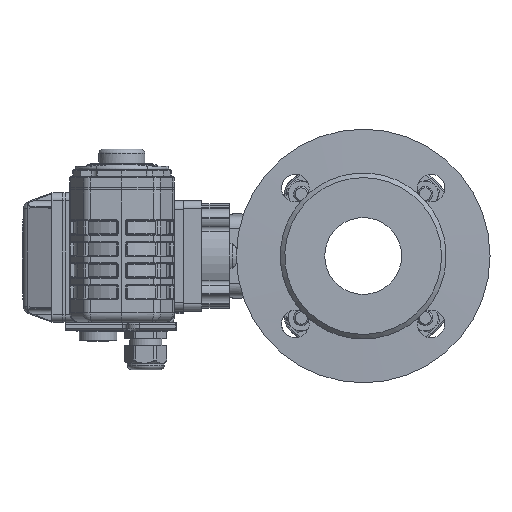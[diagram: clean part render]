
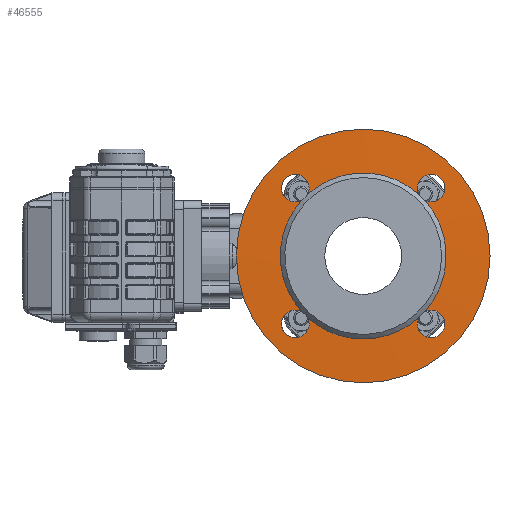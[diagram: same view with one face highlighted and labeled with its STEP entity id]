
A CAD part, left-side view. The second image highlights one B-rep face of the part: STEP entity #46555.
In plain terms, the highlighted conical face has half-angle 88.5 degrees and reference radius 54 mm.
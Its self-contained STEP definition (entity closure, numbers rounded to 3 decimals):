
#708=CONICAL_SURFACE('',#49607,54.,1.545);
#867=B_SPLINE_CURVE_WITH_KNOTS('',3,(#68680,#68681,#68682,#68683,#68684,
#68685,#68686,#68687,#68688,#68689,#68690,#68691,#68692),.UNSPECIFIED.,
 .F.,.F.,(4,1,1,1,1,1,1,1,1,1,4),(-0.018,-0.015,
-0.012,-0.006,0.001,0.007,
0.013,0.02,0.026,0.029,
0.032),.UNSPECIFIED.);
#868=B_SPLINE_CURVE_WITH_KNOTS('',3,(#68693,#68694,#68695,#68696,#68697,
#68698,#68699,#68700,#68701,#68702,#68703,#68704,#68705),.UNSPECIFIED.,
 .F.,.F.,(4,1,1,1,1,1,1,1,1,1,4),(-0.004,-0.001,
0.002,0.008,0.015,0.021,
0.027,0.034,0.04,0.043,
0.046),.UNSPECIFIED.);
#869=B_SPLINE_CURVE_WITH_KNOTS('',3,(#68706,#68707,#68708,#68709,#68710,
#68711,#68712,#68713,#68714,#68715,#68716,#68717,#68718),.UNSPECIFIED.,
 .F.,.F.,(4,1,1,1,1,1,1,1,1,1,4),(0.,0.003,
0.006,0.013,0.019,0.025,
0.032,0.038,0.044,0.048,
0.051),.UNSPECIFIED.);
#870=B_SPLINE_CURVE_WITH_KNOTS('',3,(#68719,#68720,#68721,#68722,#68723,
#68724,#68725,#68726,#68727,#68728,#68729,#68730,#68731),.UNSPECIFIED.,
 .F.,.F.,(4,1,1,1,1,1,1,1,1,1,4),(0.,0.003,
0.006,0.013,0.019,0.025,
0.032,0.038,0.044,0.048,
0.051),.UNSPECIFIED.);
#2366=CIRCLE('',#49602,54.);
#2367=CIRCLE('',#49603,54.);
#2368=CIRCLE('',#49604,54.);
#2369=CIRCLE('',#49605,54.);
#2371=CIRCLE('',#49608,82.5);
#5991=ORIENTED_EDGE('',*,*,#20207,.F.);
#5992=ORIENTED_EDGE('',*,*,#20202,.T.);
#5993=ORIENTED_EDGE('',*,*,#20208,.T.);
#5994=ORIENTED_EDGE('',*,*,#20200,.T.);
#5995=ORIENTED_EDGE('',*,*,#20209,.T.);
#5996=ORIENTED_EDGE('',*,*,#20198,.T.);
#5997=ORIENTED_EDGE('',*,*,#20210,.T.);
#5998=ORIENTED_EDGE('',*,*,#20204,.T.);
#5999=ORIENTED_EDGE('',*,*,#20211,.T.);
#20198=EDGE_CURVE('',#27310,#27311,#2366,.T.);
#20200=EDGE_CURVE('',#27313,#27312,#2367,.T.);
#20202=EDGE_CURVE('',#27315,#27314,#2368,.T.);
#20204=EDGE_CURVE('',#27317,#27316,#2369,.T.);
#20207=EDGE_CURVE('',#27319,#27319,#2371,.T.);
#20208=EDGE_CURVE('',#27314,#27313,#867,.T.);
#20209=EDGE_CURVE('',#27312,#27310,#868,.T.);
#20210=EDGE_CURVE('',#27311,#27317,#869,.T.);
#20211=EDGE_CURVE('',#27316,#27315,#870,.T.);
#27310=VERTEX_POINT('',#68644);
#27311=VERTEX_POINT('',#68645);
#27312=VERTEX_POINT('',#68651);
#27313=VERTEX_POINT('',#68653);
#27314=VERTEX_POINT('',#68659);
#27315=VERTEX_POINT('',#68661);
#27316=VERTEX_POINT('',#68667);
#27317=VERTEX_POINT('',#68669);
#27319=VERTEX_POINT('',#68679);
#38457=EDGE_LOOP('',(#5991));
#38458=EDGE_LOOP('',(#5992,#5993,#5994,#5995,#5996,#5997,#5998,#5999));
#41869=FACE_BOUND('',#38457,.T.);
#41870=FACE_BOUND('',#38458,.T.);
#46555=ADVANCED_FACE('',(#41869,#41870),#708,.T.);
#49602=AXIS2_PLACEMENT_3D('',#68643,#54875,#54876);
#49603=AXIS2_PLACEMENT_3D('',#68652,#54877,#54878);
#49604=AXIS2_PLACEMENT_3D('',#68660,#54879,#54880);
#49605=AXIS2_PLACEMENT_3D('',#68668,#54881,#54882);
#49607=AXIS2_PLACEMENT_3D('',#68677,#54885,#54886);
#49608=AXIS2_PLACEMENT_3D('',#68678,#54887,#54888);
#54875=DIRECTION('',(1.,0.,0.));
#54876=DIRECTION('',(0.,0.,-1.));
#54877=DIRECTION('',(1.,0.,0.));
#54878=DIRECTION('',(0.,0.,-1.));
#54879=DIRECTION('',(1.,0.,0.));
#54880=DIRECTION('',(0.,0.,-1.));
#54881=DIRECTION('',(1.,0.,0.));
#54882=DIRECTION('',(0.,0.,-1.));
#54885=DIRECTION('',(1.,0.,0.));
#54886=DIRECTION('',(0.,0.,-1.));
#54887=DIRECTION('',(1.,0.,0.));
#54888=DIRECTION('',(0.,0.,-1.));
#68643=CARTESIAN_POINT('',(-85.,0.,0.));
#68644=CARTESIAN_POINT('',(-85.,-36.191,-40.078));
#68645=CARTESIAN_POINT('',(-85.,36.191,-40.078));
#68651=CARTESIAN_POINT('',(-85.,-40.078,-36.191));
#68652=CARTESIAN_POINT('',(-85.,0.,0.));
#68653=CARTESIAN_POINT('',(-85.,-40.078,36.191));
#68659=CARTESIAN_POINT('',(-85.,-36.191,40.078));
#68660=CARTESIAN_POINT('',(-85.,0.,0.));
#68661=CARTESIAN_POINT('',(-85.,36.191,40.078));
#68667=CARTESIAN_POINT('',(-85.,40.078,36.191));
#68668=CARTESIAN_POINT('',(-85.,0.,0.));
#68669=CARTESIAN_POINT('',(-85.,40.078,-36.191));
#68677=CARTESIAN_POINT('',(-85.,0.,0.));
#68678=CARTESIAN_POINT('',(-84.254,0.,0.));
#68679=CARTESIAN_POINT('',(-84.254,0.,-82.5));
#68680=CARTESIAN_POINT('',(-85.,-36.191,40.078));
#68681=CARTESIAN_POINT('',(-84.99,-35.7,41.031));
#68682=CARTESIAN_POINT('',(-84.96,-35.075,43.08));
#68683=CARTESIAN_POINT('',(-84.867,-35.306,47.396));
#68684=CARTESIAN_POINT('',(-84.719,-38.427,52.096));
#68685=CARTESIAN_POINT('',(-84.577,-44.943,53.948));
#68686=CARTESIAN_POINT('',(-84.524,-51.105,51.119));
#68687=CARTESIAN_POINT('',(-84.577,-53.948,44.964));
#68688=CARTESIAN_POINT('',(-84.719,-52.102,38.44));
#68689=CARTESIAN_POINT('',(-84.866,-47.421,35.313));
#68690=CARTESIAN_POINT('',(-84.96,-43.086,35.072));
#68691=CARTESIAN_POINT('',(-84.99,-41.031,35.7));
#68692=CARTESIAN_POINT('',(-85.,-40.078,36.191));
#68693=CARTESIAN_POINT('',(-85.,-40.078,-36.191));
#68694=CARTESIAN_POINT('',(-84.99,-41.031,-35.7));
#68695=CARTESIAN_POINT('',(-84.96,-43.078,-35.074));
#68696=CARTESIAN_POINT('',(-84.866,-47.406,-35.308));
#68697=CARTESIAN_POINT('',(-84.719,-52.096,-38.429));
#68698=CARTESIAN_POINT('',(-84.577,-53.949,-44.954));
#68699=CARTESIAN_POINT('',(-84.524,-51.11,-51.114));
#68700=CARTESIAN_POINT('',(-84.577,-44.948,-53.95));
#68701=CARTESIAN_POINT('',(-84.719,-38.421,-52.092));
#68702=CARTESIAN_POINT('',(-84.867,-35.304,-47.393));
#68703=CARTESIAN_POINT('',(-84.96,-35.076,-43.072));
#68704=CARTESIAN_POINT('',(-84.99,-35.7,-41.031));
#68705=CARTESIAN_POINT('',(-85.,-36.191,-40.078));
#68706=CARTESIAN_POINT('',(-85.,36.191,-40.078));
#68707=CARTESIAN_POINT('',(-84.99,35.7,-41.031));
#68708=CARTESIAN_POINT('',(-84.96,35.075,-43.08));
#68709=CARTESIAN_POINT('',(-84.867,35.306,-47.396));
#68710=CARTESIAN_POINT('',(-84.719,38.427,-52.096));
#68711=CARTESIAN_POINT('',(-84.577,44.943,-53.948));
#68712=CARTESIAN_POINT('',(-84.524,51.105,-51.119));
#68713=CARTESIAN_POINT('',(-84.577,53.948,-44.964));
#68714=CARTESIAN_POINT('',(-84.719,52.102,-38.44));
#68715=CARTESIAN_POINT('',(-84.866,47.421,-35.313));
#68716=CARTESIAN_POINT('',(-84.96,43.086,-35.072));
#68717=CARTESIAN_POINT('',(-84.99,41.031,-35.7));
#68718=CARTESIAN_POINT('',(-85.,40.078,-36.191));
#68719=CARTESIAN_POINT('',(-85.,40.078,36.191));
#68720=CARTESIAN_POINT('',(-84.99,41.031,35.7));
#68721=CARTESIAN_POINT('',(-84.96,43.078,35.074));
#68722=CARTESIAN_POINT('',(-84.866,47.406,35.308));
#68723=CARTESIAN_POINT('',(-84.719,52.096,38.429));
#68724=CARTESIAN_POINT('',(-84.577,53.949,44.954));
#68725=CARTESIAN_POINT('',(-84.524,51.11,51.114));
#68726=CARTESIAN_POINT('',(-84.577,44.948,53.95));
#68727=CARTESIAN_POINT('',(-84.719,38.421,52.092));
#68728=CARTESIAN_POINT('',(-84.867,35.304,47.393));
#68729=CARTESIAN_POINT('',(-84.96,35.076,43.072));
#68730=CARTESIAN_POINT('',(-84.99,35.7,41.031));
#68731=CARTESIAN_POINT('',(-85.,36.191,40.078));
